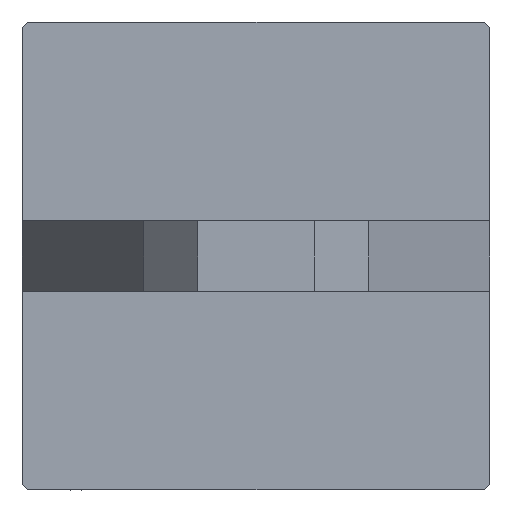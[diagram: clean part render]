
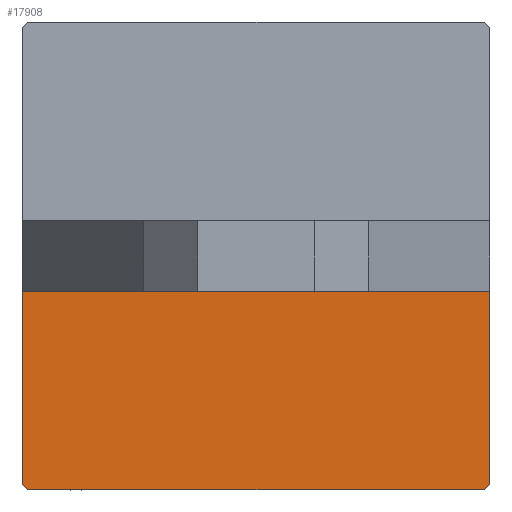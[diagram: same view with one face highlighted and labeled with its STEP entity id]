
A CAD part, left-side view. The second image highlights one B-rep face of the part: STEP entity #17908.
In plain terms, the highlighted planar face has unit normal (-1, 0, 0).
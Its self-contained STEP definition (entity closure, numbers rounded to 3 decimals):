
#723 = CARTESIAN_POINT ( 'NONE',  ( 0., -20., -19.5 ) ) ;
#1198 = CARTESIAN_POINT ( 'NONE',  ( 0., -19.5, 20. ) ) ;
#2327 = ORIENTED_EDGE ( 'NONE', *, *, #21996, .F. ) ;
#2373 = CARTESIAN_POINT ( 'NONE',  ( 0., -3., -20. ) ) ;
#2971 = CARTESIAN_POINT ( 'NONE',  ( 0., -19.75, -19.75 ) ) ;
#5380 = VERTEX_POINT ( 'NONE', #25964 ) ;
#6109 = VERTEX_POINT ( 'NONE', #1198 ) ;
#7149 = DIRECTION ( 'NONE',  ( 0., 0.707, 0.707 ) ) ;
#7280 = VECTOR ( 'NONE', #19351, 1000. ) ;
#7368 = LINE ( 'NONE', #2971, #11321 ) ;
#7432 = VERTEX_POINT ( 'NONE', #2373 ) ;
#7737 = LINE ( 'NONE', #8208, #19815 ) ;
#8208 = CARTESIAN_POINT ( 'NONE',  ( 0., 20., 20. ) ) ;
#8743 = ORIENTED_EDGE ( 'NONE', *, *, #19153, .F. ) ;
#10192 = EDGE_CURVE ( 'NONE', #7432, #41712, #16328, .T. ) ;
#10421 = CARTESIAN_POINT ( 'NONE',  ( 0., -19.75, 19.75 ) ) ;
#10498 = VERTEX_POINT ( 'NONE', #11413 ) ;
#11321 = VECTOR ( 'NONE', #42042, 1000. ) ;
#11413 = CARTESIAN_POINT ( 'NONE',  ( 0., -20., 19.5 ) ) ;
#13403 = CARTESIAN_POINT ( 'NONE',  ( 0., 0., 0. ) ) ;
#15809 = EDGE_CURVE ( 'NONE', #10498, #6109, #31139, .T. ) ;
#16328 = LINE ( 'NONE', #41224, #7280 ) ;
#16875 = FACE_OUTER_BOUND ( 'NONE', #44679, .T. ) ;
#16930 = VECTOR ( 'NONE', #19422, 1000. ) ;
#17191 = ORIENTED_EDGE ( 'NONE', *, *, #39823, .T. ) ;
#17908 = ADVANCED_FACE ( 'NONE', ( #16875 ), #45941, .T. ) ;
#19153 = EDGE_CURVE ( 'NONE', #5380, #6109, #7737, .T. ) ;
#19351 = DIRECTION ( 'NONE',  ( 0., -1., 0. ) ) ;
#19422 = DIRECTION ( 'NONE',  ( 0., 0., -1. ) ) ;
#19815 = VECTOR ( 'NONE', #39159, 1000. ) ;
#20210 = VECTOR ( 'NONE', #39242, 1000. ) ;
#21996 = EDGE_CURVE ( 'NONE', #10498, #27231, #41526, .T. ) ;
#24176 = ORIENTED_EDGE ( 'NONE', *, *, #39856, .T. ) ;
#25774 = ORIENTED_EDGE ( 'NONE', *, *, #10192, .T. ) ;
#25964 = CARTESIAN_POINT ( 'NONE',  ( 0., -3., 20. ) ) ;
#27231 = VERTEX_POINT ( 'NONE', #723 ) ;
#27598 = DIRECTION ( 'NONE',  ( -1., 0., 0. ) ) ;
#27853 = LINE ( 'NONE', #28082, #20210 ) ;
#28082 = CARTESIAN_POINT ( 'NONE',  ( 0., -3., 20. ) ) ;
#31139 = LINE ( 'NONE', #10421, #36076 ) ;
#32771 = ORIENTED_EDGE ( 'NONE', *, *, #15809, .T. ) ;
#36076 = VECTOR ( 'NONE', #7149, 1000. ) ;
#37119 = CARTESIAN_POINT ( 'NONE',  ( 0., -20., 20. ) ) ;
#39159 = DIRECTION ( 'NONE',  ( 0., -1., 0. ) ) ;
#39242 = DIRECTION ( 'NONE',  ( 0., 0., -1. ) ) ;
#39823 = EDGE_CURVE ( 'NONE', #5380, #7432, #27853, .T. ) ;
#39856 = EDGE_CURVE ( 'NONE', #41712, #27231, #7368, .T. ) ;
#40921 = CARTESIAN_POINT ( 'NONE',  ( 0., -19.5, -20. ) ) ;
#41224 = CARTESIAN_POINT ( 'NONE',  ( 0., 20., -20. ) ) ;
#41526 = LINE ( 'NONE', #37119, #16930 ) ;
#41712 = VERTEX_POINT ( 'NONE', #40921 ) ;
#41789 = DIRECTION ( 'NONE',  ( 0., 0., 1. ) ) ;
#42042 = DIRECTION ( 'NONE',  ( 0., -0.707, 0.707 ) ) ;
#42087 = AXIS2_PLACEMENT_3D ( 'NONE', #13403, #27598, #41789 ) ;
#44679 = EDGE_LOOP ( 'NONE', ( #8743, #17191, #25774, #24176, #2327, #32771 ) ) ;
#45941 = PLANE ( 'NONE',  #42087 ) ;
